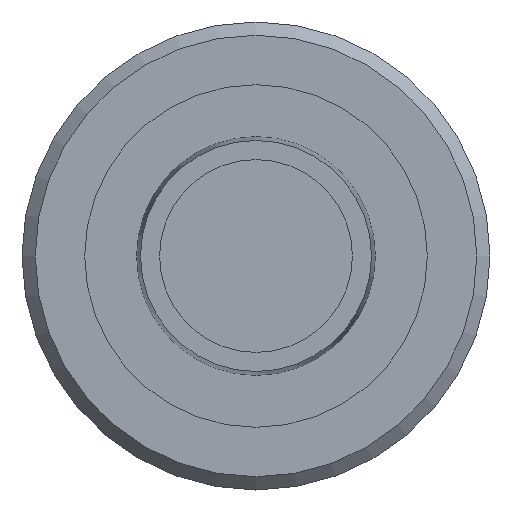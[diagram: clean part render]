
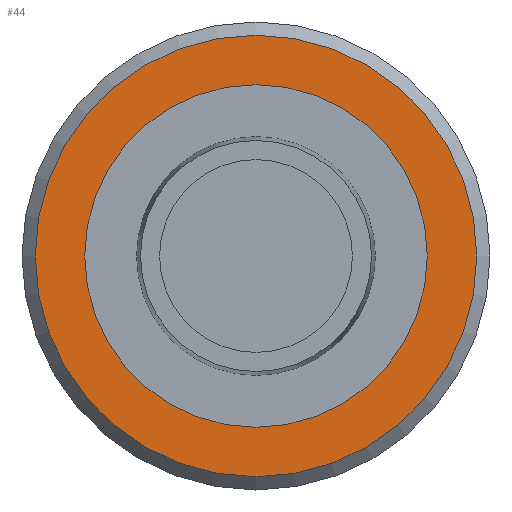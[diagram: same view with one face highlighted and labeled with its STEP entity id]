
A CAD part, front view. The second image highlights one B-rep face of the part: STEP entity #44.
In plain terms, the highlighted planar face has unit normal (0, -1, 0).
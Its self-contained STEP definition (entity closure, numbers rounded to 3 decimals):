
#44 = ADVANCED_FACE( '', ( #99, #100 ), #101, .F. );
#99 = FACE_BOUND( '', #177, .T. );
#100 = FACE_OUTER_BOUND( '', #178, .T. );
#101 = PLANE( '', #179 );
#177 = EDGE_LOOP( '', ( #251 ) );
#178 = EDGE_LOOP( '', ( #252 ) );
#179 = AXIS2_PLACEMENT_3D( '', #253, #254, #255 );
#251 = ORIENTED_EDGE( '', *, *, #355, .F. );
#252 = ORIENTED_EDGE( '', *, *, #356, .T. );
#253 = CARTESIAN_POINT( '', ( 11.793, -13., 0. ) );
#254 = DIRECTION( '', ( 0., 1., 0. ) );
#255 = DIRECTION( '', ( -1., 0., 0. ) );
#355 = EDGE_CURVE( '', #393, #393, #394, .T. );
#356 = EDGE_CURVE( '', #395, #395, #396, .T. );
#393 = VERTEX_POINT( '', #445 );
#394 = CIRCLE( '', #446, 9.15 );
#395 = VERTEX_POINT( '', #447 );
#396 = CIRCLE( '', #448, 11.793 );
#445 = CARTESIAN_POINT( '', ( 0., -13., -9.15 ) );
#446 = AXIS2_PLACEMENT_3D( '', #497, #498, #499 );
#447 = CARTESIAN_POINT( '', ( 11.793, -13., 0. ) );
#448 = AXIS2_PLACEMENT_3D( '', #500, #501, #502 );
#497 = CARTESIAN_POINT( '', ( 0., -13., 0. ) );
#498 = DIRECTION( '', ( 0., -1., 0. ) );
#499 = DIRECTION( '', ( 0., 0., -1. ) );
#500 = CARTESIAN_POINT( '', ( 0., -13., 0. ) );
#501 = DIRECTION( '', ( 0., -1., 0. ) );
#502 = DIRECTION( '', ( 1., 0., 0. ) );
